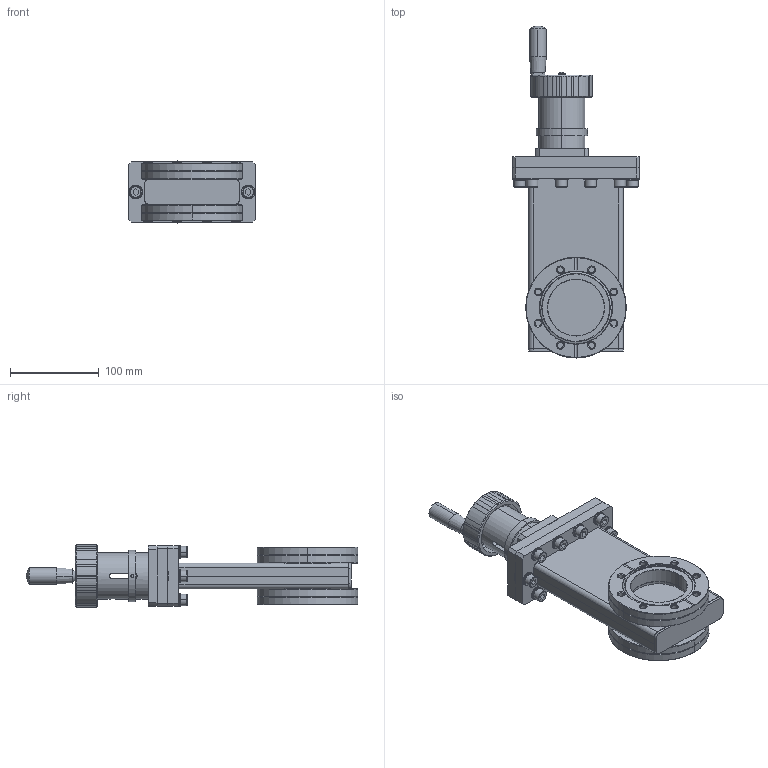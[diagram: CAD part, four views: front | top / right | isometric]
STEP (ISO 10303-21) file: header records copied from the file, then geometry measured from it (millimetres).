
FILE_DESCRIPTION (( 'STEP AP214' ), '1' );
FILE_NAME ('HOGVB-CF63-M.STEP', '2018-02-09T09:51:21', ( '' ), ( '' ), 'SwSTEP 2.0', 'SolidWorks 2017', '' );
FILE_SCHEMA (( 'AUTOMOTIVE_DESIGN' ));
Length unit declared in the file: millimetre
Products named in the file (1): HOGVB-CF63-M
Bounding box: 143 x 374.65 x 70 mm (x, y, z)
Surface area: 187809.6 mm2 (no closed solid volume)
Topology: 0 solids, 50 shells, 551 faces, 1618 edges, 1094 vertices
Faces by surface type: plane 202, cylinder 199, cone 103, bspline 47
Entity records: 27117 total; most frequent: CARTESIAN_POINT 12854, DIRECTION 2939, ORIENTED_EDGE 2735, EDGE_CURVE 1590, AXIS2_PLACEMENT_3D 1102, VERTEX_POINT 1094, VECTOR 735, LINE 735
